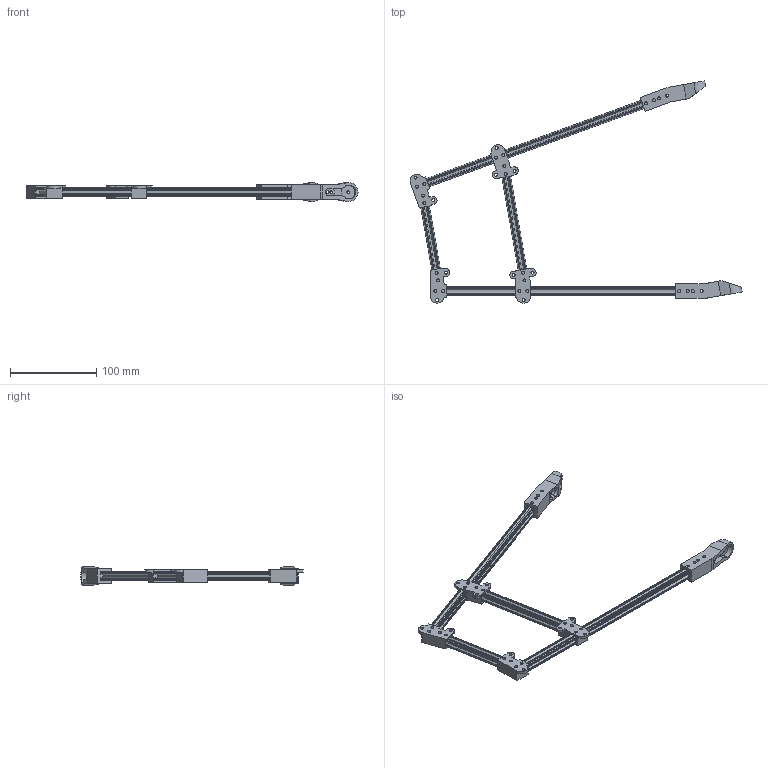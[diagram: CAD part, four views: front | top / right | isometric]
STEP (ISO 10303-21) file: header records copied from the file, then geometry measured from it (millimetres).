
FILE_DESCRIPTION(/* description */ (''),/* implementation_level */ '2;1');
FILE_NAME(/* name */ 'beak_frame_assembly.step',/* time_stamp */ '2024-05-05T13:49:44-05:00',/* author */ (''),/* organization */ (''),/* preprocessor_version */ 'ST-DEVELOPER v20',/* originating_system */ 'Autodesk Translation Framework v12.20.1.177',/* authorisation */ '');
FILE_SCHEMA (('AUTOMOTIVE_DESIGN { 1 0 10303 214 3 1 1 }'));
Length unit declared in the file: millimetre
Products named in the file (7): jaw_bracket_middle; jaw_bracket_middle_v2-L; jaw_bracket_middle_v2-R; jaw_bracket_end_L; jaw_bracket_end_R; servo_direct_to_beak_v4-L; servo_direct_to_beak_v4-R
Assembly tree (6 placements, depth 2):
  jaw_bracket_middle
    jaw_bracket_middle_v2-L
    jaw_bracket_middle_v2-R
    jaw_bracket_end_L
    jaw_bracket_end_R
    servo_direct_to_beak_v4-L
    servo_direct_to_beak_v4-R
Bounding box: 384.41 x 257.37 x 22 mm (x, y, z)
Volume: 80337 mm3; surface area: 94867 mm2
Topology: 10 solids, 12 shells, 1055 faces, 3059 edges, 2036 vertices
Faces by surface type: plane 877, cylinder 158, bspline 16, torus 4
Full cylindrical faces by diameter (mm): 3 x6, 3.5 x58
Entity records: 34936 total; most frequent: CARTESIAN_POINT 6307, ORIENTED_EDGE 6118, DIRECTION 5533, EDGE_CURVE 3059, LINE 2689, VECTOR 2689, VERTEX_POINT 2036, AXIS2_PLACEMENT_3D 1422
